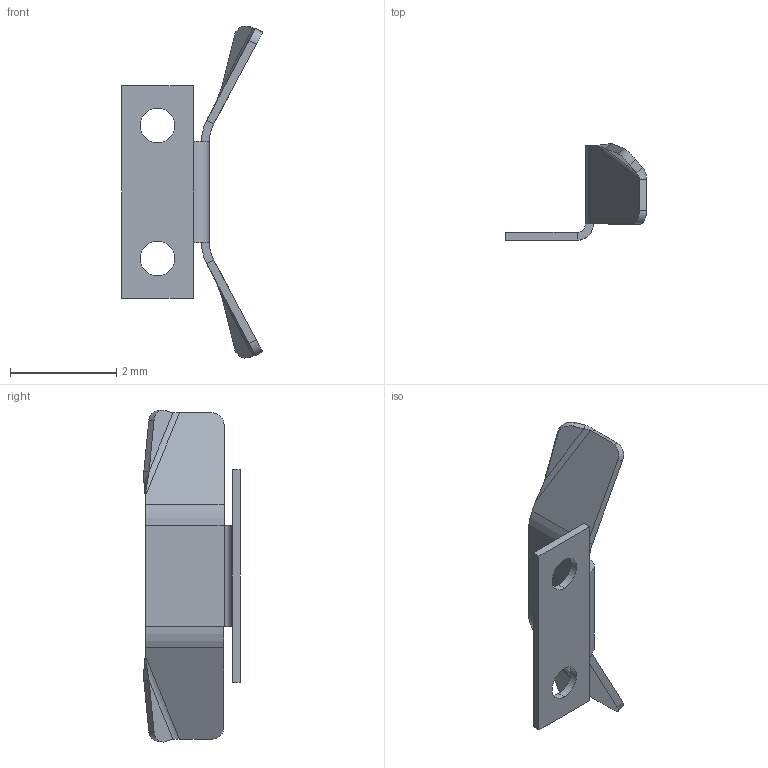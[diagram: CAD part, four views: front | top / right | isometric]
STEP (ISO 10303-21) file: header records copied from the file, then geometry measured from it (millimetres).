
FILE_DESCRIPTION (( 'STEP AP214' ), '1' );
FILE_NAME ('120.STEP', '2015-08-19T17:49:28', ( '' ), ( '' ), 'SwSTEP 2.0', 'SolidWorks 2013', '' );
FILE_SCHEMA (( 'AUTOMOTIVE_DESIGN' ));
Length unit declared in the file: millimetre
Products named in the file (1): 120
Bounding box: 2.65 x 1.81 x 6.24 mm (x, y, z)
Volume: 2.3 mm3; surface area: 34.1 mm2
Topology: 1 solids, 1 shells, 59 faces, 131 edges, 74 vertices
Faces by surface type: plane 37, cylinder 18, bspline 4
Entity records: 1645 total; most frequent: CARTESIAN_POINT 333, ORIENTED_EDGE 262, DIRECTION 259, EDGE_CURVE 131, AXIS2_PLACEMENT_3D 88, LINE 83, VECTOR 83, VERTEX_POINT 74
